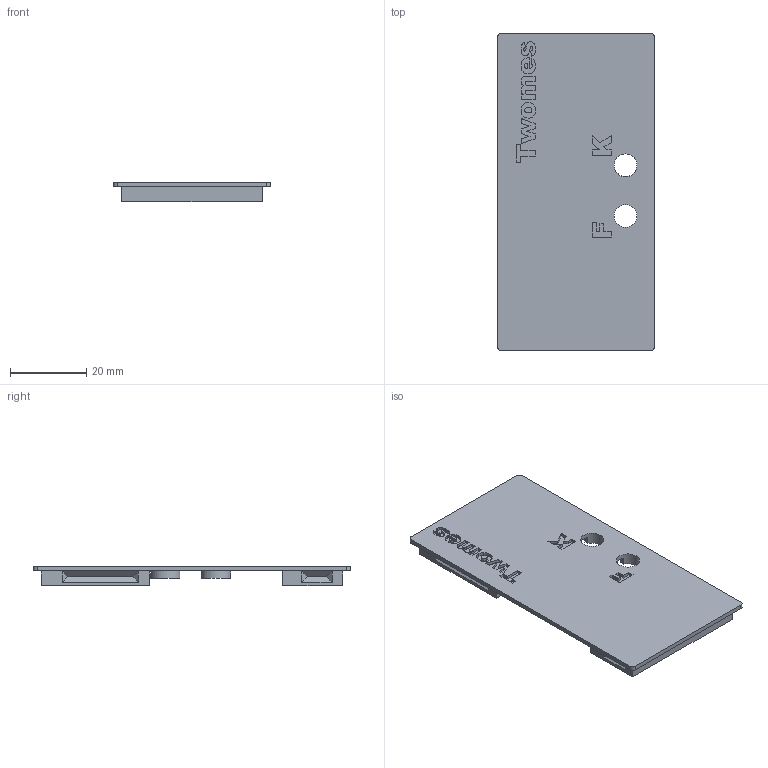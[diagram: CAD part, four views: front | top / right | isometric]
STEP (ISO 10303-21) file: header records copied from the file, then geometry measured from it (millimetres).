
FILE_DESCRIPTION(/* description */ (''),/* implementation_level */ '2;1');
FILE_NAME(/* name */ 'twomes-p1-gateway-enclosure-lid.step',/* time_stamp */ '2022-01-06T16:26:12+01:00',/* author */ (''),/* organization */ (''),/* preprocessor_version */ 'ST-DEVELOPER v18.1',/* originating_system */ 'Autodesk Translation Framework v10.10.0.1391',/* authorisation */ '');
FILE_SCHEMA (('AUTOMOTIVE_DESIGN { 1 0 10303 214 3 1 1 }'));
Length unit declared in the file: millimetre
Products named in the file (2): (Unsaved); Top
Assembly tree (1 placements, depth 2):
  (Unsaved)
    Top
Bounding box: 41.2 x 83.2 x 5.1 mm (x, y, z)
Volume: 5095.7 mm3; surface area: 8550.8 mm2
Topology: 1 solids, 1 shells, 218 faces, 602 edges, 398 vertices
Faces by surface type: plane 128, bspline 80, cylinder 10
Full cylindrical faces by diameter (mm): 6 x2
Entity records: 7682 total; most frequent: CARTESIAN_POINT 2581, ORIENTED_EDGE 1204, DIRECTION 752, EDGE_CURVE 602, LINE 414, VECTOR 414, VERTEX_POINT 398, EDGE_LOOP 234
